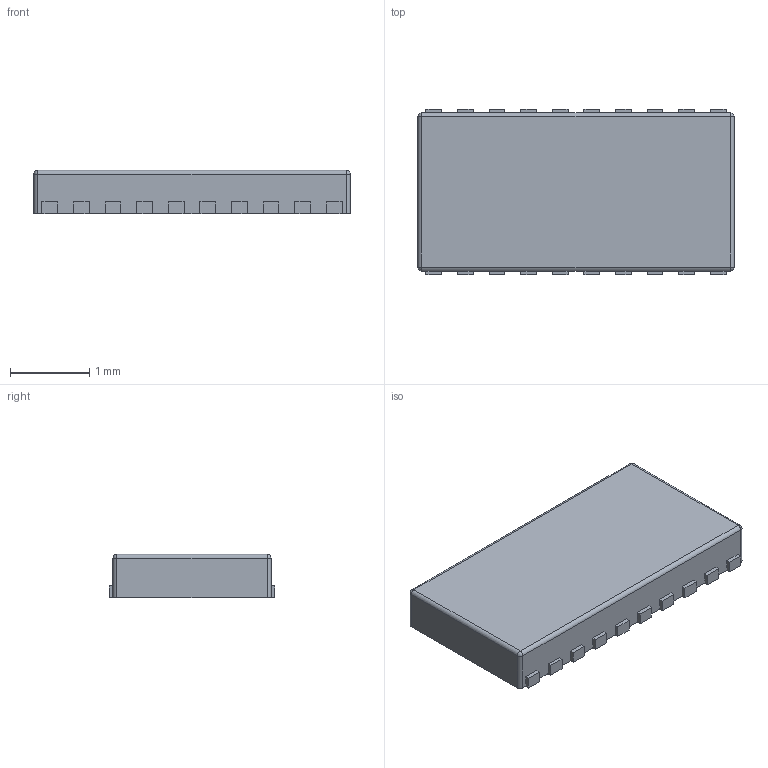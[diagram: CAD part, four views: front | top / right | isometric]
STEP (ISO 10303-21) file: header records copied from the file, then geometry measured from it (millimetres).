
FILE_DESCRIPTION (( 'STEP AP203' ), '1' );
FILE_NAME ( 'SON20P40_400X200X55L55X20-LQ.STEP', '2023-09-27T16:47:35', ( '' ), ( '' ), '', '©2017-2022 PCBL', '' );
FILE_SCHEMA (( 'AUTOMOTIVE_DESIGN' ));
Length unit declared in the file: millimetre
Products named in the file (1): SON20P40_400X200X55L55X20-LQ
Bounding box: 4 x 2.1 x 0.55 mm (x, y, z)
Volume: 4.5 mm3; surface area: 29.2 mm2
Topology: 21 solids, 21 shells, 178 faces, 400 edges, 260 vertices
Faces by surface type: plane 166, cylinder 8, sphere 4
Entity records: 4966 total; most frequent: CARTESIAN_POINT 835, ORIENTED_EDGE 792, DIRECTION 770, EDGE_CURVE 396, VECTOR 380, LINE 380, VERTEX_POINT 260, AXIS2_PLACEMENT_3D 195
